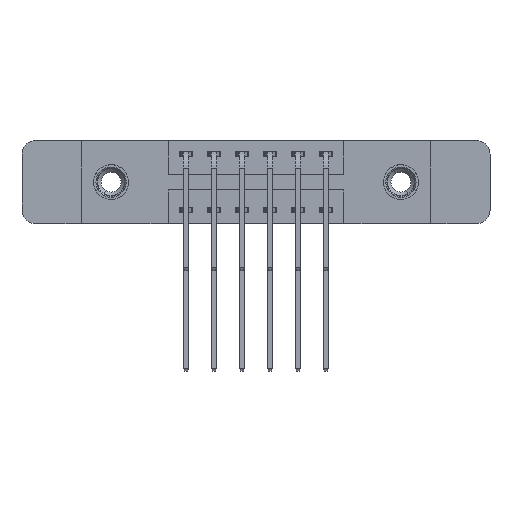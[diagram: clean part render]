
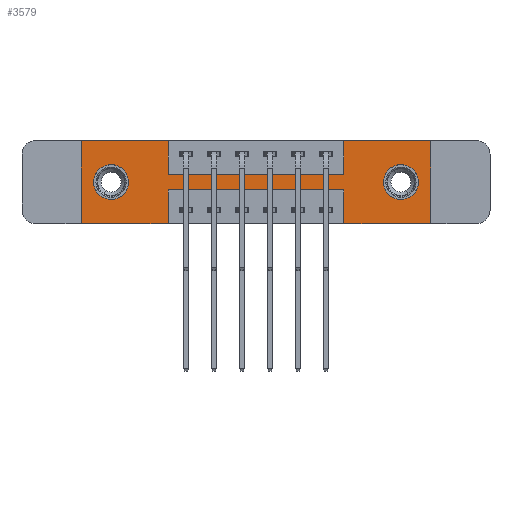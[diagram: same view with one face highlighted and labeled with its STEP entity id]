
A CAD part, front view. The second image highlights one B-rep face of the part: STEP entity #3579.
In plain terms, the highlighted planar face has unit normal (0, -1, 0).
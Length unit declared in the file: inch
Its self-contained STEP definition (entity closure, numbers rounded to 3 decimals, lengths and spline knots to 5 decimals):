
#142 = DIRECTION ( 'NONE',  ( 0., 0., -1. ) ) ;
#235 = VECTOR ( 'NONE', #6016, 39.37008 ) ;
#462 = VERTEX_POINT ( 'NONE', #2725 ) ;
#518 = DIRECTION ( 'NONE',  ( 0., 0., -1. ) ) ;
#785 = LINE ( 'NONE', #3597, #235 ) ;
#878 = ORIENTED_EDGE ( 'NONE', *, *, #13691, .F. ) ;
#940 = LINE ( 'NONE', #2931, #12139 ) ;
#1134 = VECTOR ( 'NONE', #2121, 39.37008 ) ;
#1142 = EDGE_CURVE ( 'NONE', #7960, #3895, #5061, .T. ) ;
#1224 = VERTEX_POINT ( 'NONE', #4428 ) ;
#1282 = DIRECTION ( 'NONE',  ( 0., 1., 0. ) ) ;
#1405 = CIRCLE ( 'NONE', #13437, 0.078 ) ;
#1407 = CARTESIAN_POINT ( 'NONE',  ( 0.3875, 0., -0.37 ) ) ;
#1807 = CARTESIAN_POINT ( 'NONE',  ( 0.3875, 0., -0.15 ) ) ;
#1861 = EDGE_CURVE ( 'NONE', #3914, #1224, #5954, .T. ) ;
#1895 = PLANE ( 'NONE',  #13802 ) ;
#1922 = ORIENTED_EDGE ( 'NONE', *, *, #7734, .F. ) ;
#1992 = DIRECTION ( 'NONE',  ( -1., 0., 0. ) ) ;
#2121 = DIRECTION ( 'NONE',  ( 0., 0., -1. ) ) ;
#2179 = CARTESIAN_POINT ( 'NONE',  ( 0.3875, 0., -0.37 ) ) ;
#2228 = CARTESIAN_POINT ( 'NONE',  ( 0., 0., -0.37 ) ) ;
#2283 = DIRECTION ( 'NONE',  ( 0., 0., 1. ) ) ;
#2322 = DIRECTION ( 'NONE',  ( -1., 0., 0. ) ) ;
#2558 = CARTESIAN_POINT ( 'NONE',  ( 1.4275, 0., -0.185 ) ) ;
#2630 = DIRECTION ( 'NONE',  ( 1., 0., 0. ) ) ;
#2725 = CARTESIAN_POINT ( 'NONE',  ( 0.3875, 0., -0.15 ) ) ;
#2735 = DIRECTION ( 'NONE',  ( 0., 0., -1. ) ) ;
#2931 = CARTESIAN_POINT ( 'NONE',  ( 1.56, 0., 0. ) ) ;
#2970 = EDGE_CURVE ( 'NONE', #6367, #14110, #785, .T. ) ;
#3100 = DIRECTION ( 'NONE',  ( 0., 0., 1. ) ) ;
#3206 = ORIENTED_EDGE ( 'NONE', *, *, #1861, .F. ) ;
#3397 = DIRECTION ( 'NONE',  ( 1., 0., 0. ) ) ;
#3455 = DIRECTION ( 'NONE',  ( -1., 0., 0. ) ) ;
#3558 = ORIENTED_EDGE ( 'NONE', *, *, #4461, .T. ) ;
#3579 = ADVANCED_FACE ( 'NONE', ( #12733, #9339, #12358 ), #1895, .T. ) ;
#3597 = CARTESIAN_POINT ( 'NONE',  ( 0., 0., 0. ) ) ;
#3611 = DIRECTION ( 'NONE',  ( 0., 0., 1. ) ) ;
#3895 = VERTEX_POINT ( 'NONE', #7622 ) ;
#3914 = VERTEX_POINT ( 'NONE', #13849 ) ;
#3940 = VECTOR ( 'NONE', #3100, 39.37008 ) ;
#4055 = LINE ( 'NONE', #4695, #10125 ) ;
#4196 = VECTOR ( 'NONE', #5599, 39.37008 ) ;
#4428 = CARTESIAN_POINT ( 'NONE',  ( 1.56, 0., 0. ) ) ;
#4461 = EDGE_CURVE ( 'NONE', #7211, #8120, #11465, .T. ) ;
#4600 = CARTESIAN_POINT ( 'NONE',  ( 0.1325, 0., -0.185 ) ) ;
#4695 = CARTESIAN_POINT ( 'NONE',  ( 0.3875, 0., -0.22 ) ) ;
#4796 = EDGE_LOOP ( 'NONE', ( #9517, #6861 ) ) ;
#4935 = CARTESIAN_POINT ( 'NONE',  ( 1.4275, 0., -0.185 ) ) ;
#5061 = LINE ( 'NONE', #9212, #8104 ) ;
#5582 = EDGE_CURVE ( 'NONE', #6252, #3914, #12452, .T. ) ;
#5599 = DIRECTION ( 'NONE',  ( 0., 0., 1. ) ) ;
#5755 = VERTEX_POINT ( 'NONE', #2179 ) ;
#5786 = VERTEX_POINT ( 'NONE', #6915 ) ;
#5954 = LINE ( 'NONE', #14423, #9382 ) ;
#6016 = DIRECTION ( 'NONE',  ( 1., 0., 0. ) ) ;
#6032 = AXIS2_PLACEMENT_3D ( 'NONE', #2558, #9913, #142 ) ;
#6123 = DIRECTION ( 'NONE',  ( 0., 1., 0. ) ) ;
#6248 = LINE ( 'NONE', #15302, #1134 ) ;
#6252 = VERTEX_POINT ( 'NONE', #15704 ) ;
#6367 = VERTEX_POINT ( 'NONE', #9813 ) ;
#6409 = ORIENTED_EDGE ( 'NONE', *, *, #2970, .F. ) ;
#6488 = CARTESIAN_POINT ( 'NONE',  ( 0.1325, 0., -0.263 ) ) ;
#6540 = CARTESIAN_POINT ( 'NONE',  ( 0., 0., -0.37 ) ) ;
#6735 = DIRECTION ( 'NONE',  ( 0., 0., -1. ) ) ;
#6782 = CARTESIAN_POINT ( 'NONE',  ( 0.1325, 0., -0.107 ) ) ;
#6861 = ORIENTED_EDGE ( 'NONE', *, *, #12303, .T. ) ;
#6915 = CARTESIAN_POINT ( 'NONE',  ( 0.3875, 0., -0.22 ) ) ;
#7129 = EDGE_CURVE ( 'NONE', #3895, #14917, #11868, .T. ) ;
#7138 = VERTEX_POINT ( 'NONE', #7669 ) ;
#7211 = VERTEX_POINT ( 'NONE', #6488 ) ;
#7284 = DIRECTION ( 'NONE',  ( 0., 0., 1. ) ) ;
#7368 = CARTESIAN_POINT ( 'NONE',  ( 1.4275, 0., -0.263 ) ) ;
#7469 = LINE ( 'NONE', #2228, #15259 ) ;
#7622 = CARTESIAN_POINT ( 'NONE',  ( 1.1725, 0., -0.37 ) ) ;
#7655 = ORIENTED_EDGE ( 'NONE', *, *, #12498, .F. ) ;
#7669 = CARTESIAN_POINT ( 'NONE',  ( 1.4275, 0., -0.107 ) ) ;
#7734 = EDGE_CURVE ( 'NONE', #5755, #13410, #7469, .T. ) ;
#7737 = EDGE_CURVE ( 'NONE', #8120, #7211, #1405, .T. ) ;
#7885 = EDGE_CURVE ( 'NONE', #7138, #9574, #8214, .T. ) ;
#7940 = AXIS2_PLACEMENT_3D ( 'NONE', #4935, #1282, #2735 ) ;
#7960 = VERTEX_POINT ( 'NONE', #15055 ) ;
#8019 = ORIENTED_EDGE ( 'NONE', *, *, #7129, .F. ) ;
#8082 = LINE ( 'NONE', #10861, #15398 ) ;
#8104 = VECTOR ( 'NONE', #1992, 39.37008 ) ;
#8120 = VERTEX_POINT ( 'NONE', #6782 ) ;
#8214 = CIRCLE ( 'NONE', #6032, 0.078 ) ;
#8329 = ORIENTED_EDGE ( 'NONE', *, *, #7737, .T. ) ;
#8432 = ORIENTED_EDGE ( 'NONE', *, *, #11225, .F. ) ;
#8624 = EDGE_CURVE ( 'NONE', #14110, #462, #6248, .T. ) ;
#8773 = DIRECTION ( 'NONE',  ( 0., 0., -1. ) ) ;
#8833 = CARTESIAN_POINT ( 'NONE',  ( 0.3875, 0., 0. ) ) ;
#9181 = EDGE_CURVE ( 'NONE', #5786, #5755, #11707, .T. ) ;
#9212 = CARTESIAN_POINT ( 'NONE',  ( 0., 0., -0.37 ) ) ;
#9339 = FACE_BOUND ( 'NONE', #12432, .T. ) ;
#9382 = VECTOR ( 'NONE', #2630, 39.37008 ) ;
#9517 = ORIENTED_EDGE ( 'NONE', *, *, #7885, .T. ) ;
#9574 = VERTEX_POINT ( 'NONE', #7368 ) ;
#9594 = DIRECTION ( 'NONE',  ( 0., 1., 0. ) ) ;
#9813 = CARTESIAN_POINT ( 'NONE',  ( 0., 0., 0. ) ) ;
#9913 = DIRECTION ( 'NONE',  ( 0., 1., 0. ) ) ;
#10125 = VECTOR ( 'NONE', #2322, 39.37008 ) ;
#10213 = ORIENTED_EDGE ( 'NONE', *, *, #14419, .F. ) ;
#10349 = CARTESIAN_POINT ( 'NONE',  ( 1.1725, 0., -0.37 ) ) ;
#10388 = LINE ( 'NONE', #1807, #10969 ) ;
#10709 = ORIENTED_EDGE ( 'NONE', *, *, #5582, .F. ) ;
#10861 = CARTESIAN_POINT ( 'NONE',  ( 0., 0., 0. ) ) ;
#10969 = VECTOR ( 'NONE', #3397, 39.37008 ) ;
#11225 = EDGE_CURVE ( 'NONE', #14917, #5786, #4055, .T. ) ;
#11302 = AXIS2_PLACEMENT_3D ( 'NONE', #13332, #6123, #7284 ) ;
#11465 = CIRCLE ( 'NONE', #11302, 0.078 ) ;
#11584 = DIRECTION ( 'NONE',  ( 0., -1., 0. ) ) ;
#11707 = LINE ( 'NONE', #1407, #15716 ) ;
#11803 = CARTESIAN_POINT ( 'NONE',  ( 0., 0., -0.37 ) ) ;
#11868 = LINE ( 'NONE', #10349, #3940 ) ;
#12139 = VECTOR ( 'NONE', #518, 39.37008 ) ;
#12303 = EDGE_CURVE ( 'NONE', #9574, #7138, #12908, .T. ) ;
#12358 = FACE_OUTER_BOUND ( 'NONE', #15490, .T. ) ;
#12432 = EDGE_LOOP ( 'NONE', ( #8329, #3558 ) ) ;
#12452 = LINE ( 'NONE', #15360, #4196 ) ;
#12498 = EDGE_CURVE ( 'NONE', #1224, #7960, #940, .T. ) ;
#12733 = FACE_BOUND ( 'NONE', #4796, .T. ) ;
#12908 = CIRCLE ( 'NONE', #7940, 0.078 ) ;
#13332 = CARTESIAN_POINT ( 'NONE',  ( 0.1325, 0., -0.185 ) ) ;
#13410 = VERTEX_POINT ( 'NONE', #11803 ) ;
#13437 = AXIS2_PLACEMENT_3D ( 'NONE', #4600, #9594, #2283 ) ;
#13449 = CARTESIAN_POINT ( 'NONE',  ( 1.1725, 0., -0.22 ) ) ;
#13691 = EDGE_CURVE ( 'NONE', #462, #6252, #10388, .T. ) ;
#13802 = AXIS2_PLACEMENT_3D ( 'NONE', #6540, #11584, #6735 ) ;
#13849 = CARTESIAN_POINT ( 'NONE',  ( 1.1725, 0., 0. ) ) ;
#14110 = VERTEX_POINT ( 'NONE', #8833 ) ;
#14162 = ORIENTED_EDGE ( 'NONE', *, *, #1142, .F. ) ;
#14308 = ORIENTED_EDGE ( 'NONE', *, *, #9181, .F. ) ;
#14419 = EDGE_CURVE ( 'NONE', #13410, #6367, #8082, .T. ) ;
#14423 = CARTESIAN_POINT ( 'NONE',  ( 0., 0., 0. ) ) ;
#14917 = VERTEX_POINT ( 'NONE', #13449 ) ;
#15055 = CARTESIAN_POINT ( 'NONE',  ( 1.56, 0., -0.37 ) ) ;
#15259 = VECTOR ( 'NONE', #3455, 39.37008 ) ;
#15302 = CARTESIAN_POINT ( 'NONE',  ( 0.3875, 0., 0. ) ) ;
#15360 = CARTESIAN_POINT ( 'NONE',  ( 1.1725, 0., 0. ) ) ;
#15392 = ORIENTED_EDGE ( 'NONE', *, *, #8624, .F. ) ;
#15398 = VECTOR ( 'NONE', #3611, 39.37008 ) ;
#15490 = EDGE_LOOP ( 'NONE', ( #14308, #8432, #8019, #14162, #7655, #3206, #10709, #878, #15392, #6409, #10213, #1922 ) ) ;
#15704 = CARTESIAN_POINT ( 'NONE',  ( 1.1725, 0., -0.15 ) ) ;
#15716 = VECTOR ( 'NONE', #8773, 39.37008 ) ;
